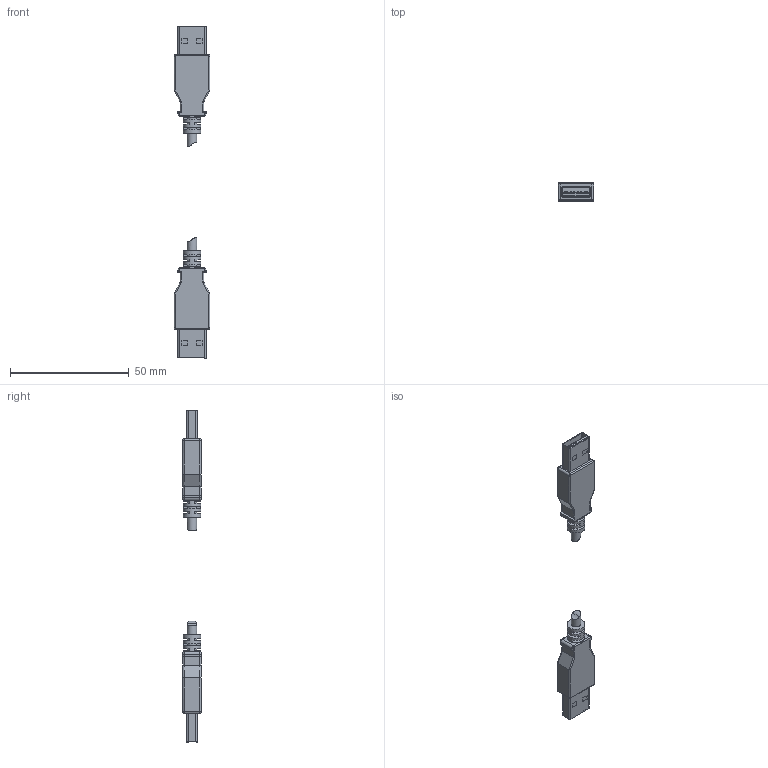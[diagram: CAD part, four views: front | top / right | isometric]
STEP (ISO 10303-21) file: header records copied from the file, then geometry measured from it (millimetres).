
FILE_DESCRIPTION(/* description */ (''),/* implementation_level */ '2;1');
FILE_NAME(/* name */ '100684822ugm000_a.stp',/* time_stamp */ '2016-08-11T09:45:29+02:00',/* author */ (''),/* organization */ (''),/* preprocessor_version */ 'ST-DEVELOPER v16',/* originating_system */ 'SIEMENS PLM Software NX 10.0',/* authorisation */ '');
FILE_SCHEMA (('AUTOMOTIVE_DESIGN { 1 0 10303 214 3 1 1 1 }'));
Length unit declared in the file: millimetre
Products named in the file (1): 100684822ugm000_a
Bounding box: 15 x 7.6 x 139.6 mm (x, y, z)
Volume: 6462.1 mm3; surface area: 4828.4 mm2
Topology: 2 solids, 2 shells, 378 faces, 970 edges, 613 vertices
Faces by surface type: plane 226, cylinder 128, bspline 24
Full cylindrical faces by diameter (mm): 4 x2, 7.5 x2
Entity records: 14936 total; most frequent: CARTESIAN_POINT 3182, ORIENTED_EDGE 1908, DIRECTION 1820, EDGE_CURVE 954, LINE 682, VECTOR 682, VERTEX_POINT 610, AXIS2_PLACEMENT_3D 569
